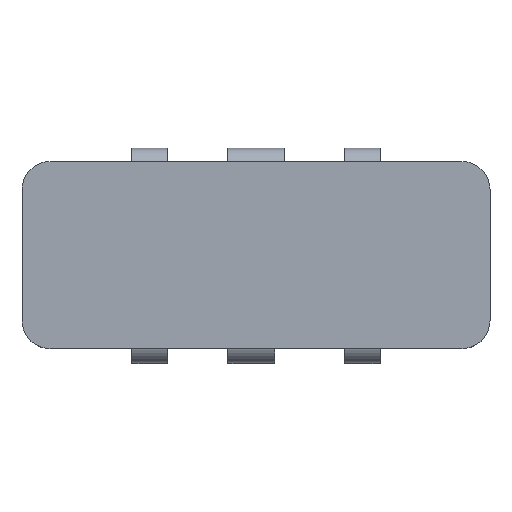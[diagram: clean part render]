
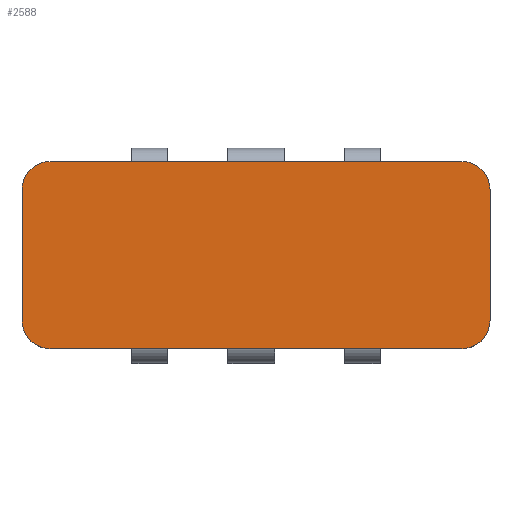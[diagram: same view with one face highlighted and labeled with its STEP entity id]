
A CAD part, top view. The second image highlights one B-rep face of the part: STEP entity #2588.
In plain terms, the highlighted face is planar.
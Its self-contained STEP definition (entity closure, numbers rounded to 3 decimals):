
#1047=CARTESIAN_POINT('',(4.4,1.,-1.4));
#1048=DIRECTION('',(0.,1.,0.));
#1049=DIRECTION('',(1.,0.,0.));
#1050=AXIS2_PLACEMENT_3D('',#1047,#1048,#1049);
#1052=DIRECTION('',(0.,0.,-1.));
#1053=VECTOR('',#1052,2.8);
#1054=CARTESIAN_POINT('',(5.,1.,1.4));
#1055=LINE('',#1054,#1053);
#1056=CARTESIAN_POINT('',(4.4,1.,1.4));
#1057=DIRECTION('',(0.,1.,0.));
#1058=DIRECTION('',(0.,0.,1.));
#1059=AXIS2_PLACEMENT_3D('',#1056,#1057,#1058);
#1061=DIRECTION('',(1.,0.,0.));
#1062=VECTOR('',#1061,8.8);
#1063=CARTESIAN_POINT('',(-4.4,1.,2.));
#1064=LINE('',#1063,#1062);
#1065=CARTESIAN_POINT('',(-4.4,1.,1.4));
#1066=DIRECTION('',(0.,1.,0.));
#1067=DIRECTION('',(-1.,0.,0.));
#1068=AXIS2_PLACEMENT_3D('',#1065,#1066,#1067);
#1070=DIRECTION('',(0.,0.,1.));
#1071=VECTOR('',#1070,2.8);
#1072=CARTESIAN_POINT('',(-5.,1.,-1.4));
#1073=LINE('',#1072,#1071);
#1074=CARTESIAN_POINT('',(-4.4,1.,-1.4));
#1075=DIRECTION('',(0.,1.,0.));
#1076=DIRECTION('',(0.,0.,-1.));
#1077=AXIS2_PLACEMENT_3D('',#1074,#1075,#1076);
#1079=DIRECTION('',(-1.,0.,0.));
#1080=VECTOR('',#1079,8.8);
#1081=CARTESIAN_POINT('',(4.4,1.,-2.));
#1082=LINE('',#1081,#1080);
#1183=CARTESIAN_POINT('',(5.,1.,-1.4));
#1184=VERTEX_POINT('',#1183);
#1185=CARTESIAN_POINT('',(4.4,1.,-2.));
#1186=VERTEX_POINT('',#1185);
#1191=CARTESIAN_POINT('',(4.4,1.,2.));
#1192=VERTEX_POINT('',#1191);
#1193=CARTESIAN_POINT('',(5.,1.,1.4));
#1194=VERTEX_POINT('',#1193);
#1199=CARTESIAN_POINT('',(-4.4,1.,-2.));
#1200=VERTEX_POINT('',#1199);
#1201=CARTESIAN_POINT('',(-5.,1.,-1.4));
#1202=VERTEX_POINT('',#1201);
#1207=CARTESIAN_POINT('',(-5.,1.,1.4));
#1208=VERTEX_POINT('',#1207);
#1209=CARTESIAN_POINT('',(-4.4,1.,2.));
#1210=VERTEX_POINT('',#1209);
#2573=CARTESIAN_POINT('',(0.,1.,0.));
#2574=DIRECTION('',(0.,1.,0.));
#2575=DIRECTION('',(1.,0.,0.));
#2576=AXIS2_PLACEMENT_3D('',#2573,#2574,#2575);
#2577=PLANE('',#2576);
#2578=ORIENTED_EDGE('',*,*,#2469,.F.);
#2579=ORIENTED_EDGE('',*,*,#2485,.F.);
#2580=ORIENTED_EDGE('',*,*,#2498,.F.);
#2581=ORIENTED_EDGE('',*,*,#2513,.F.);
#2582=ORIENTED_EDGE('',*,*,#2526,.F.);
#2583=ORIENTED_EDGE('',*,*,#2539,.F.);
#2584=ORIENTED_EDGE('',*,*,#2554,.F.);
#2585=ORIENTED_EDGE('',*,*,#2566,.F.);
#2586=EDGE_LOOP('',(#2578,#2579,#2580,#2581,#2582,#2583,#2584,#2585));
#2587=FACE_OUTER_BOUND('',#2586,.F.);
#1051=CIRCLE('',#1050,0.6);
#1060=CIRCLE('',#1059,0.6);
#1069=CIRCLE('',#1068,0.6);
#1078=CIRCLE('',#1077,0.6);
#2469=EDGE_CURVE('',#1184,#1186,#1051,.T.);
#2485=EDGE_CURVE('',#1194,#1184,#1055,.T.);
#2498=EDGE_CURVE('',#1192,#1194,#1060,.T.);
#2513=EDGE_CURVE('',#1210,#1192,#1064,.T.);
#2526=EDGE_CURVE('',#1208,#1210,#1069,.T.);
#2539=EDGE_CURVE('',#1202,#1208,#1073,.T.);
#2554=EDGE_CURVE('',#1200,#1202,#1078,.T.);
#2566=EDGE_CURVE('',#1186,#1200,#1082,.T.);
#2588=ADVANCED_FACE('',(#2587),#2577,.T.);
